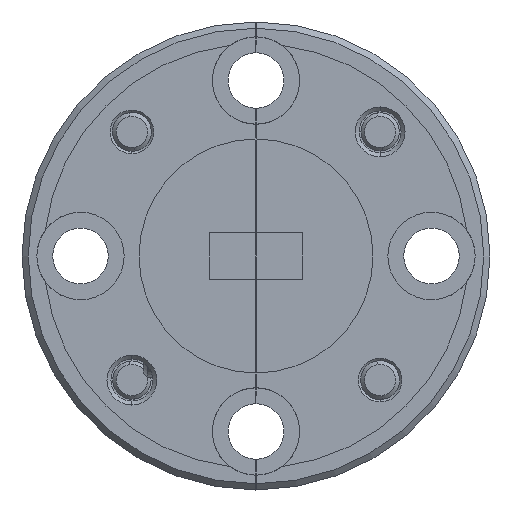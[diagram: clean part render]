
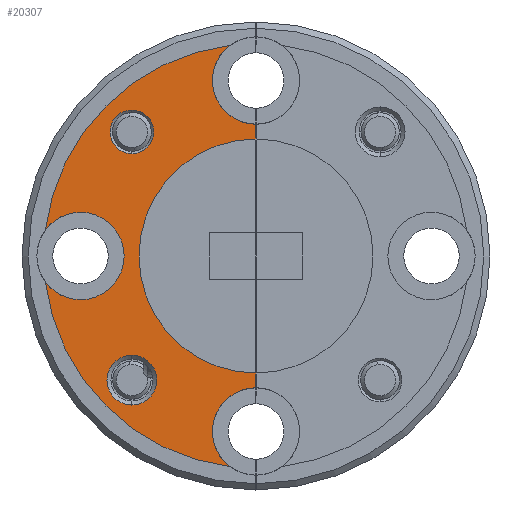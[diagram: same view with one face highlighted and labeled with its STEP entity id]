
A CAD part, left-side view. The second image highlights one B-rep face of the part: STEP entity #20307.
In plain terms, the highlighted planar face has unit normal (-1, 0, 0).
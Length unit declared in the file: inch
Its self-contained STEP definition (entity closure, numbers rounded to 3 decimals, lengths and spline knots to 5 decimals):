
#68 = EDGE_CURVE ( 'NONE', #15325, #22098, #5004, .T. ) ;
#201 = CIRCLE ( 'NONE', #2066, 0.07 ) ;
#234 = CIRCLE ( 'NONE', #17694, 0.34 ) ;
#561 = CARTESIAN_POINT ( 'NONE',  ( 0.27253, 0.28892, 1.02912 ) ) ;
#1041 = EDGE_CURVE ( 'NONE', #12733, #16285, #15278, .T. ) ;
#1156 = ORIENTED_EDGE ( 'NONE', *, *, #68, .F. ) ;
#1164 = EDGE_CURVE ( 'NONE', #15052, #22098, #24757, .T. ) ;
#1228 = DIRECTION ( 'NONE',  ( 0., 0., 1. ) ) ;
#1413 = DIRECTION ( 'NONE',  ( -1., 0., 0. ) ) ;
#2066 = AXIS2_PLACEMENT_3D ( 'NONE', #8896, #2700, #11124 ) ;
#2156 = DIRECTION ( 'NONE',  ( 0., 0., 1. ) ) ;
#2263 = FACE_OUTER_BOUND ( 'NONE', #8819, .T. ) ;
#2299 = ORIENTED_EDGE ( 'NONE', *, *, #18023, .F. ) ;
#2670 = CARTESIAN_POINT ( 'NONE',  ( 0.27253, 0.57017, 0.74787 ) ) ;
#2700 = DIRECTION ( 'NONE',  ( -1., 0., 0. ) ) ;
#2914 = FACE_BOUND ( 'NONE', #17788, .T. ) ;
#3042 = DIRECTION ( 'NONE',  ( 0., 0., 1. ) ) ;
#3335 = CARTESIAN_POINT ( 'NONE',  ( 0.27253, 0.33069, 1.15529 ) ) ;
#3531 = PLANE ( 'NONE',  #20606 ) ;
#3542 = DIRECTION ( 'NONE',  ( 0., 0., 1. ) ) ;
#3575 = CIRCLE ( 'NONE', #16639, 0.035 ) ;
#3623 = CARTESIAN_POINT ( 'NONE',  ( 0.27253, 0.28892, 0.81787 ) ) ;
#3816 = EDGE_CURVE ( 'NONE', #26706, #23395, #4263, .T. ) ;
#4029 = EDGE_CURVE ( 'NONE', #23395, #12733, #201, .T. ) ;
#4117 = DIRECTION ( 'NONE',  ( 0., 0., 1. ) ) ;
#4263 = CIRCLE ( 'NONE', #19573, 0.07 ) ;
#4294 = DIRECTION ( 'NONE',  ( 0., 0., 1. ) ) ;
#4358 = ORIENTED_EDGE ( 'NONE', *, *, #18796, .T. ) ;
#4850 = CARTESIAN_POINT ( 'NONE',  ( 0.27253, 0.4878, 0.61899 ) ) ;
#5004 = CIRCLE ( 'NONE', #5740, 0.1875 ) ;
#5290 = DIRECTION ( 'NONE',  ( 0., 0., 1. ) ) ;
#5487 = EDGE_CURVE ( 'NONE', #7768, #16285, #22044, .T. ) ;
#5628 = DIRECTION ( 'NONE',  ( -1., 0., 0. ) ) ;
#5674 = ORIENTED_EDGE ( 'NONE', *, *, #16398, .F. ) ;
#5740 = AXIS2_PLACEMENT_3D ( 'NONE', #25688, #17006, #10976 ) ;
#6096 = CARTESIAN_POINT ( 'NONE',  ( 0.27253, 0.4878, 0.61899 ) ) ;
#6292 = CARTESIAN_POINT ( 'NONE',  ( 0.27253, 0.28892, 1.00537 ) ) ;
#6877 = AXIS2_PLACEMENT_3D ( 'NONE', #17094, #10694, #21512 ) ;
#6928 = CIRCLE ( 'NONE', #20804, 0.07 ) ;
#7116 = DIRECTION ( 'NONE',  ( -1., 0., 0. ) ) ;
#7178 = VERTEX_POINT ( 'NONE', #561 ) ;
#7527 = CARTESIAN_POINT ( 'NONE',  ( 0.27253, 0.4878, 1.05174 ) ) ;
#7768 = VERTEX_POINT ( 'NONE', #3335 ) ;
#7867 = CARTESIAN_POINT ( 'NONE',  ( 0.27253, 0.4878, 1.01674 ) ) ;
#8470 = CARTESIAN_POINT ( 'NONE',  ( 0.27253, 0.62635, 0.85963 ) ) ;
#8585 = CARTESIAN_POINT ( 'NONE',  ( 0.27253, 0.28892, 0.53662 ) ) ;
#8819 = EDGE_LOOP ( 'NONE', ( #15694, #19870, #14452, #16655, #15828, #9990, #2299, #10154, #1156, #4358 ) ) ;
#8896 = CARTESIAN_POINT ( 'NONE',  ( 0.27253, 0.57017, 0.81787 ) ) ;
#9245 = AXIS2_PLACEMENT_3D ( 'NONE', #6096, #10486, #25442 ) ;
#9359 = CARTESIAN_POINT ( 'NONE',  ( 0.27253, 0.4878, 0.65899 ) ) ;
#9907 = CARTESIAN_POINT ( 'NONE',  ( 0.27253, 0.28892, 0.81787 ) ) ;
#9990 = ORIENTED_EDGE ( 'NONE', *, *, #20318, .T. ) ;
#10132 = CARTESIAN_POINT ( 'NONE',  ( 0.27253, 0.28892, 0.81787 ) ) ;
#10141 = VERTEX_POINT ( 'NONE', #7527 ) ;
#10154 = ORIENTED_EDGE ( 'NONE', *, *, #1164, .T. ) ;
#10463 = DIRECTION ( 'NONE',  ( 0., 0., 1. ) ) ;
#10486 = DIRECTION ( 'NONE',  ( -1., 0., 0. ) ) ;
#10694 = DIRECTION ( 'NONE',  ( -1., 0., 0. ) ) ;
#10976 = DIRECTION ( 'NONE',  ( 0., 0., 1. ) ) ;
#11124 = DIRECTION ( 'NONE',  ( 0., 0., 1. ) ) ;
#11803 = CARTESIAN_POINT ( 'NONE',  ( 0.27253, 0.28892, 0.63037 ) ) ;
#11808 = CARTESIAN_POINT ( 'NONE',  ( 0.27253, 0.28892, 1.09912 ) ) ;
#11998 = DIRECTION ( 'NONE',  ( 0., 0., 1. ) ) ;
#12224 = CARTESIAN_POINT ( 'NONE',  ( 0.27253, 0.28892, 0.81787 ) ) ;
#12320 = LINE ( 'NONE', #24579, #13318 ) ;
#12533 = CIRCLE ( 'NONE', #6877, 0.035 ) ;
#12733 = VERTEX_POINT ( 'NONE', #25002 ) ;
#13230 = DIRECTION ( 'NONE',  ( 0., 0., 1. ) ) ;
#13318 = VECTOR ( 'NONE', #3042, 39.37008 ) ;
#14253 = DIRECTION ( 'NONE',  ( -1., 0., 0. ) ) ;
#14255 = FACE_BOUND ( 'NONE', #17570, .T. ) ;
#14452 = ORIENTED_EDGE ( 'NONE', *, *, #1041, .F. ) ;
#15002 = EDGE_CURVE ( 'NONE', #24686, #17516, #23636, .T. ) ;
#15052 = VERTEX_POINT ( 'NONE', #26492 ) ;
#15262 = CARTESIAN_POINT ( 'NONE',  ( 0.27253, 0.4878, 0.98174 ) ) ;
#15278 = CIRCLE ( 'NONE', #20628, 0.07 ) ;
#15325 = VERTEX_POINT ( 'NONE', #6292 ) ;
#15694 = ORIENTED_EDGE ( 'NONE', *, *, #21334, .F. ) ;
#15828 = ORIENTED_EDGE ( 'NONE', *, *, #3816, .F. ) ;
#16115 = DIRECTION ( 'NONE',  ( -1., 0., 0. ) ) ;
#16285 = VERTEX_POINT ( 'NONE', #8470 ) ;
#16350 = CARTESIAN_POINT ( 'NONE',  ( 0.27253, 0.62635, 0.7761 ) ) ;
#16398 = EDGE_CURVE ( 'NONE', #17516, #24686, #18839, .T. ) ;
#16639 = AXIS2_PLACEMENT_3D ( 'NONE', #7867, #19022, #4294 ) ;
#16655 = ORIENTED_EDGE ( 'NONE', *, *, #4029, .F. ) ;
#17006 = DIRECTION ( 'NONE',  ( -1., 0., 0. ) ) ;
#17094 = CARTESIAN_POINT ( 'NONE',  ( 0.27253, 0.4878, 1.01674 ) ) ;
#17516 = VERTEX_POINT ( 'NONE', #22318 ) ;
#17570 = EDGE_LOOP ( 'NONE', ( #24021, #20703 ) ) ;
#17694 = AXIS2_PLACEMENT_3D ( 'NONE', #10132, #14253, #4117 ) ;
#17788 = EDGE_LOOP ( 'NONE', ( #18746, #5674 ) ) ;
#18023 = EDGE_CURVE ( 'NONE', #15052, #24221, #24217, .T. ) ;
#18377 = CARTESIAN_POINT ( 'NONE',  ( 0.27253, 0.57017, 0.81787 ) ) ;
#18396 = DIRECTION ( 'NONE',  ( -1., 0., 0. ) ) ;
#18746 = ORIENTED_EDGE ( 'NONE', *, *, #15002, .F. ) ;
#18796 = EDGE_CURVE ( 'NONE', #15325, #7178, #12320, .T. ) ;
#18839 = CIRCLE ( 'NONE', #9245, 0.04 ) ;
#19022 = DIRECTION ( 'NONE',  ( -1., 0., 0. ) ) ;
#19542 = AXIS2_PLACEMENT_3D ( 'NONE', #4850, #7116, #13230 ) ;
#19573 = AXIS2_PLACEMENT_3D ( 'NONE', #18377, #5628, #3542 ) ;
#19714 = CARTESIAN_POINT ( 'NONE',  ( 0.27253, 0.33069, 0.48044 ) ) ;
#19870 = ORIENTED_EDGE ( 'NONE', *, *, #5487, .T. ) ;
#20303 = EDGE_CURVE ( 'NONE', #10141, #22767, #3575, .T. ) ;
#20307 = ADVANCED_FACE ( 'NONE', ( #2914, #14255, #2263 ), #3531, .T. ) ;
#20318 = EDGE_CURVE ( 'NONE', #26706, #24221, #234, .T. ) ;
#20606 = AXIS2_PLACEMENT_3D ( 'NONE', #3623, #1413, #2156 ) ;
#20628 = AXIS2_PLACEMENT_3D ( 'NONE', #24802, #16115, #1228 ) ;
#20703 = ORIENTED_EDGE ( 'NONE', *, *, #21797, .F. ) ;
#20804 = AXIS2_PLACEMENT_3D ( 'NONE', #11808, #18396, #11998 ) ;
#20822 = DIRECTION ( 'NONE',  ( 0., 0., 1. ) ) ;
#21059 = VECTOR ( 'NONE', #20822, 39.37008 ) ;
#21156 = DIRECTION ( 'NONE',  ( -1., 0., 0. ) ) ;
#21334 = EDGE_CURVE ( 'NONE', #7768, #7178, #6928, .T. ) ;
#21512 = DIRECTION ( 'NONE',  ( 0., 0., 1. ) ) ;
#21797 = EDGE_CURVE ( 'NONE', #22767, #10141, #12533, .T. ) ;
#22044 = CIRCLE ( 'NONE', #22133, 0.34 ) ;
#22098 = VERTEX_POINT ( 'NONE', #11803 ) ;
#22133 = AXIS2_PLACEMENT_3D ( 'NONE', #9907, #22645, #5290 ) ;
#22318 = CARTESIAN_POINT ( 'NONE',  ( 0.27253, 0.4878, 0.57899 ) ) ;
#22645 = DIRECTION ( 'NONE',  ( -1., 0., 0. ) ) ;
#22767 = VERTEX_POINT ( 'NONE', #15262 ) ;
#23395 = VERTEX_POINT ( 'NONE', #2670 ) ;
#23636 = CIRCLE ( 'NONE', #19542, 0.04 ) ;
#24021 = ORIENTED_EDGE ( 'NONE', *, *, #20303, .F. ) ;
#24217 = CIRCLE ( 'NONE', #25062, 0.07 ) ;
#24221 = VERTEX_POINT ( 'NONE', #19714 ) ;
#24579 = CARTESIAN_POINT ( 'NONE',  ( 0.27253, 0.28892, 0.81787 ) ) ;
#24686 = VERTEX_POINT ( 'NONE', #9359 ) ;
#24757 = LINE ( 'NONE', #12224, #21059 ) ;
#24802 = CARTESIAN_POINT ( 'NONE',  ( 0.27253, 0.57017, 0.81787 ) ) ;
#25002 = CARTESIAN_POINT ( 'NONE',  ( 0.27253, 0.57017, 0.88787 ) ) ;
#25062 = AXIS2_PLACEMENT_3D ( 'NONE', #8585, #21156, #10463 ) ;
#25442 = DIRECTION ( 'NONE',  ( 0., 0., 1. ) ) ;
#25688 = CARTESIAN_POINT ( 'NONE',  ( 0.27253, 0.28892, 0.81787 ) ) ;
#26492 = CARTESIAN_POINT ( 'NONE',  ( 0.27253, 0.28892, 0.60662 ) ) ;
#26706 = VERTEX_POINT ( 'NONE', #16350 ) ;
